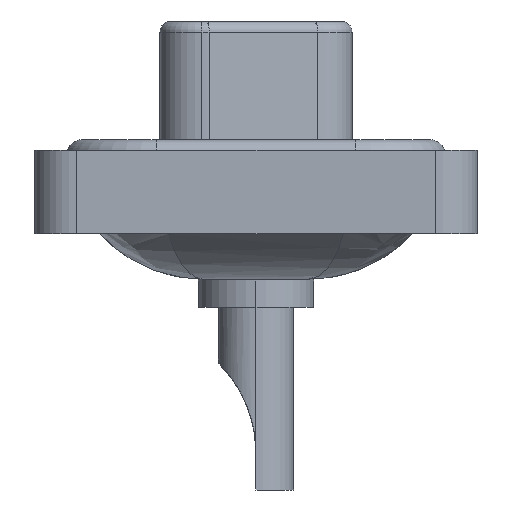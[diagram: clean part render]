
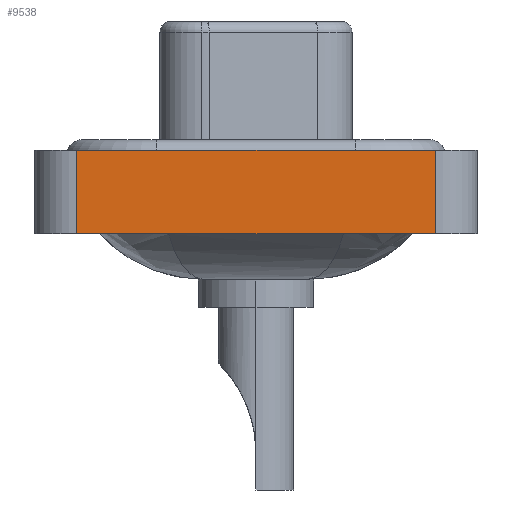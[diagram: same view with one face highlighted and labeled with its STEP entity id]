
A CAD part, left-side view. The second image highlights one B-rep face of the part: STEP entity #9538.
In plain terms, the highlighted planar face has unit normal (-1, 0, 0).
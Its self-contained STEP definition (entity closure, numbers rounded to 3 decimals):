
#77 = VECTOR ( 'NONE', #9418, 1000. ) ;
#327 = CARTESIAN_POINT ( 'NONE',  ( -7.35, 8.55, -3.6 ) ) ;
#478 = DIRECTION ( 'NONE',  ( -1., 0., 0. ) ) ;
#758 = AXIS2_PLACEMENT_3D ( 'NONE', #10488, #478, #6349 ) ;
#1325 = DIRECTION ( 'NONE',  ( 0., -1., 0. ) ) ;
#1483 = VERTEX_POINT ( 'NONE', #13975 ) ;
#2009 = VERTEX_POINT ( 'NONE', #327 ) ;
#2110 = FACE_OUTER_BOUND ( 'NONE', #4780, .T. ) ;
#2662 = VECTOR ( 'NONE', #15237, 1000. ) ;
#2772 = LINE ( 'NONE', #4408, #77 ) ;
#2851 = VERTEX_POINT ( 'NONE', #17535 ) ;
#3621 = LINE ( 'NONE', #9235, #5348 ) ;
#4408 = CARTESIAN_POINT ( 'NONE',  ( -7.35, -8.55, -3.6 ) ) ;
#4780 = EDGE_LOOP ( 'NONE', ( #16722, #13969, #13600, #10787 ) ) ;
#5348 = VECTOR ( 'NONE', #13917, 1000. ) ;
#5516 = LINE ( 'NONE', #6796, #2662 ) ;
#5830 = VECTOR ( 'NONE', #1325, 1000. ) ;
#5885 = VERTEX_POINT ( 'NONE', #9588 ) ;
#6349 = DIRECTION ( 'NONE',  ( 0., 0., 1. ) ) ;
#6549 = EDGE_CURVE ( 'NONE', #2009, #5885, #2772, .T. ) ;
#6796 = CARTESIAN_POINT ( 'NONE',  ( -7.35, -8.55, -3.6 ) ) ;
#6943 = EDGE_CURVE ( 'NONE', #5885, #2851, #5516, .T. ) ;
#7726 = PLANE ( 'NONE',  #758 ) ;
#7746 = EDGE_CURVE ( 'NONE', #2009, #1483, #3621, .T. ) ;
#9235 = CARTESIAN_POINT ( 'NONE',  ( -7.35, 8.55, -3.6 ) ) ;
#9418 = DIRECTION ( 'NONE',  ( 0., -1., 0. ) ) ;
#9538 = ADVANCED_FACE ( 'NONE', ( #2110 ), #7726, .T. ) ;
#9588 = CARTESIAN_POINT ( 'NONE',  ( -7.35, -8.55, -3.6 ) ) ;
#10488 = CARTESIAN_POINT ( 'NONE',  ( -7.35, -8.55, -3.6 ) ) ;
#10787 = ORIENTED_EDGE ( 'NONE', *, *, #6549, .T. ) ;
#13600 = ORIENTED_EDGE ( 'NONE', *, *, #7746, .F. ) ;
#13917 = DIRECTION ( 'NONE',  ( 0., 0., 1. ) ) ;
#13969 = ORIENTED_EDGE ( 'NONE', *, *, #16914, .F. ) ;
#13975 = CARTESIAN_POINT ( 'NONE',  ( -7.35, 8.55, 0.4 ) ) ;
#14098 = LINE ( 'NONE', #15276, #5830 ) ;
#15237 = DIRECTION ( 'NONE',  ( 0., 0., 1. ) ) ;
#15276 = CARTESIAN_POINT ( 'NONE',  ( -7.35, -8.55, 0.4 ) ) ;
#16722 = ORIENTED_EDGE ( 'NONE', *, *, #6943, .T. ) ;
#16914 = EDGE_CURVE ( 'NONE', #1483, #2851, #14098, .T. ) ;
#17535 = CARTESIAN_POINT ( 'NONE',  ( -7.35, -8.55, 0.4 ) ) ;
